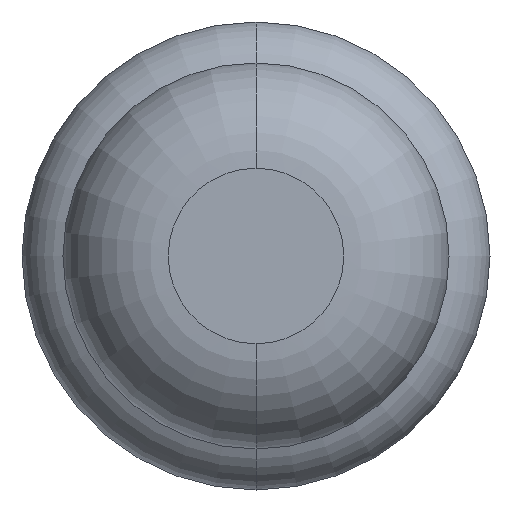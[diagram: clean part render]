
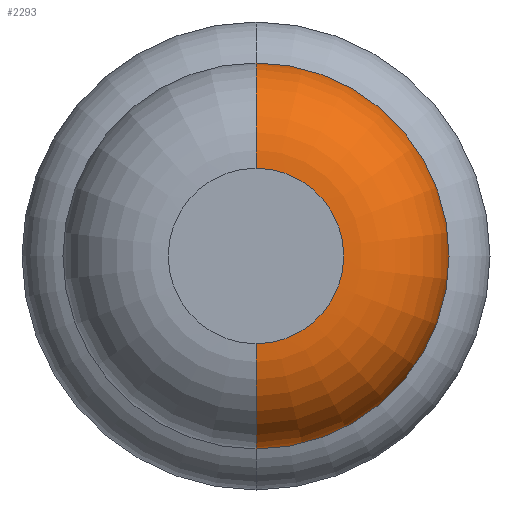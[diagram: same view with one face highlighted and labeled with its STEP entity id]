
A CAD part, front view. The second image highlights one B-rep face of the part: STEP entity #2293.
In plain terms, the highlighted toroidal (fillet/blend) face has major radius 0.375 mm and minor radius 0.45 mm.
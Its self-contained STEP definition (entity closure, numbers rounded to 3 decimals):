
#45 = EDGE_CURVE ( 'Defeature ausgef�hrt1_8+Defeature ausgef�hrt1_7+Defeature ausgef�hrt1_7+Defeature ausgef�hrt1_7', #3435, #4132, #4472, .T. ) ;
#62 = CARTESIAN_POINT ( 'NONE',  ( 0., -25.55, -0.825 ) ) ;
#74 = DIRECTION ( 'NONE',  ( 0., 0., 1. ) ) ;
#123 = FACE_OUTER_BOUND ( 'NONE', #3657, .T. ) ;
#267 = CARTESIAN_POINT ( 'NONE',  ( 0., -26., 0.375 ) ) ;
#426 = CIRCLE ( 'NONE', #982, 0.375 ) ;
#469 = AXIS2_PLACEMENT_3D ( 'NONE', #2301, #1224, #3001 ) ;
#529 = EDGE_CURVE ( 'NONE', #4359, #4132, #1163, .T. ) ;
#765 = DIRECTION ( 'NONE',  ( 0., 0., -1. ) ) ;
#968 = AXIS2_PLACEMENT_3D ( 'NONE', #1521, #1496, #74 ) ;
#982 = AXIS2_PLACEMENT_3D ( 'NONE', #4100, #2607, #1218 ) ;
#1163 = CIRCLE ( 'NONE', #4668, 0.45 ) ;
#1218 = DIRECTION ( 'NONE',  ( 0., 0., 1. ) ) ;
#1224 = DIRECTION ( 'NONE',  ( 0., 1., 0. ) ) ;
#1310 = EDGE_CURVE ( 'Defeature ausgef�hrt1_7+Defeature ausgef�hrt1_6+Defeature ausgef�hrt1_6+Defeature ausgef�hrt1_6', #3608, #4359, #426, .T. ) ;
#1496 = DIRECTION ( 'NONE',  ( -1., 0., 0. ) ) ;
#1521 = CARTESIAN_POINT ( 'NONE',  ( 0., -25.55, 0.375 ) ) ;
#2293 = ADVANCED_FACE ( 'Defeature ausgef�hrt1_7', ( #123 ), #4247, .T. ) ;
#2301 = CARTESIAN_POINT ( 'NONE',  ( 0., -25.55, 0. ) ) ;
#2379 = AXIS2_PLACEMENT_3D ( 'NONE', #3692, #3335, #2937 ) ;
#2462 = ORIENTED_EDGE ( 'NONE', *, *, #3073, .F. ) ;
#2592 = DIRECTION ( 'NONE',  ( 1., 0., 0. ) ) ;
#2607 = DIRECTION ( 'NONE',  ( 0., 1., 0. ) ) ;
#2653 = ORIENTED_EDGE ( 'NONE', *, *, #529, .T. ) ;
#2937 = DIRECTION ( 'NONE',  ( 0., 0., 1. ) ) ;
#2952 = CARTESIAN_POINT ( 'NONE',  ( 0., -25.55, -0.375 ) ) ;
#3001 = DIRECTION ( 'NONE',  ( 0., 0., 1. ) ) ;
#3073 = EDGE_CURVE ( 'NONE', #3608, #3435, #4708, .T. ) ;
#3328 = ORIENTED_EDGE ( 'NONE', *, *, #45, .F. ) ;
#3335 = DIRECTION ( 'NONE',  ( 0., 1., 0. ) ) ;
#3435 = VERTEX_POINT ( 'NONE', #3678 ) ;
#3608 = VERTEX_POINT ( 'NONE', #267 ) ;
#3657 = EDGE_LOOP ( 'NONE', ( #4433, #2653, #3328, #2462 ) ) ;
#3678 = CARTESIAN_POINT ( 'NONE',  ( 0., -25.55, 0.825 ) ) ;
#3692 = CARTESIAN_POINT ( 'NONE',  ( 0., -25.55, 0. ) ) ;
#3998 = CARTESIAN_POINT ( 'NONE',  ( 0., -26., -0.375 ) ) ;
#4100 = CARTESIAN_POINT ( 'NONE',  ( 0., -26., 0. ) ) ;
#4132 = VERTEX_POINT ( 'NONE', #62 ) ;
#4247 = TOROIDAL_SURFACE ( 'NONE', #469, 0.375, 0.45 ) ;
#4359 = VERTEX_POINT ( 'NONE', #3998 ) ;
#4433 = ORIENTED_EDGE ( 'NONE', *, *, #1310, .T. ) ;
#4472 = CIRCLE ( 'NONE', #2379, 0.825 ) ;
#4668 = AXIS2_PLACEMENT_3D ( 'NONE', #2952, #2592, #765 ) ;
#4708 = CIRCLE ( 'NONE', #968, 0.45 ) ;
